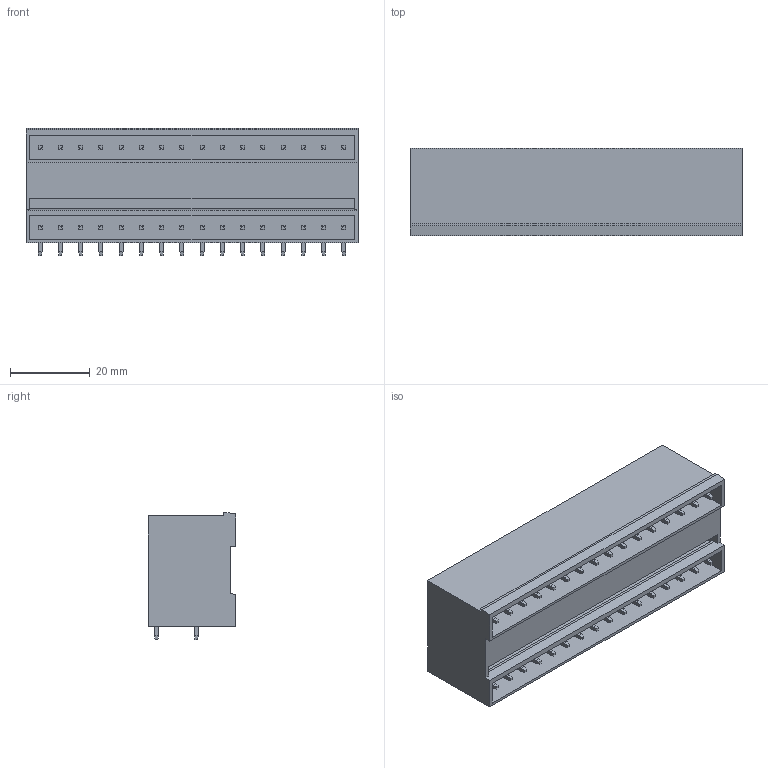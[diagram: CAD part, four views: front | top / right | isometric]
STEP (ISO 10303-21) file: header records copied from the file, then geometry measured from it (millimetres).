
FILE_DESCRIPTION(('CATIA V5 STEP Exchange','CAx-IF Rec.Pracs.--- Model Styling and Organization---1.2---2011-12-15'),'2;1');
FILE_NAME ('D1453113_0_1601930000_1601930000.stp','2018-11-03T04:05:29+00:00',('none'),('Weidmueller'),'CATIA Version 5-6 Release 2014','CATIA V5 STEP AP214','none');
FILE_SCHEMA(('AUTOMOTIVE_DESIGN { 1 0 10303 214 1 1 1 1 }'));
Length unit declared in the file: millimetre
Products named in the file (1): 1601930000
Bounding box: 83.28 x 22 x 31.88 mm (x, y, z)
Volume: 24700.6 mm3; surface area: 24514.2 mm2
Topology: 33 solids, 33 shells, 738 faces, 1754 edges, 1084 vertices
Faces by surface type: plane 738
Entity records: 17894 total; most frequent: ORIENTED_EDGE 3508, CARTESIAN_POINT 3340, DIRECTION 1988, EDGE_CURVE 1754, VECTOR 1498, LINE 1498, VERTEX_POINT 1084, EDGE_LOOP 804
